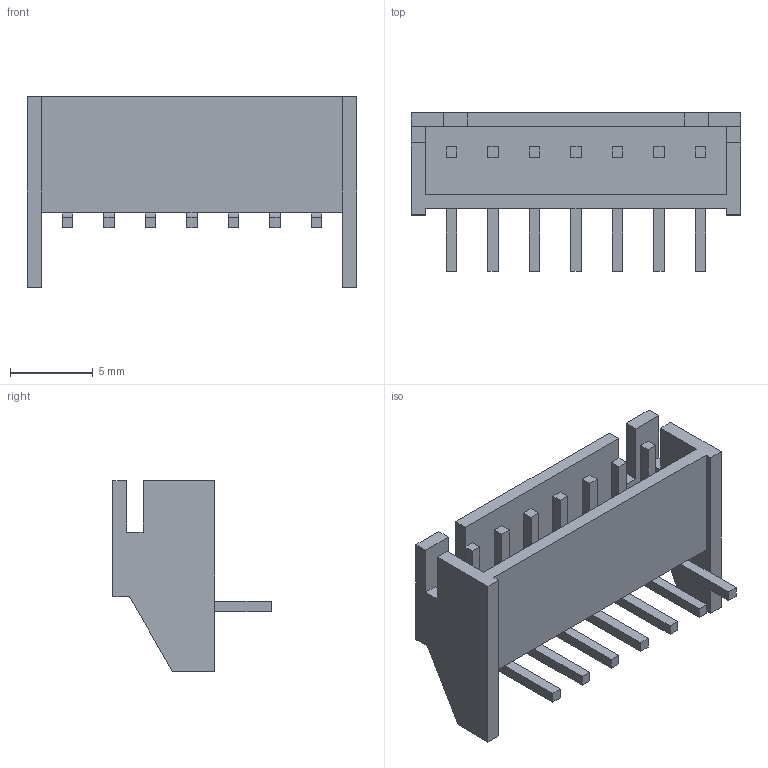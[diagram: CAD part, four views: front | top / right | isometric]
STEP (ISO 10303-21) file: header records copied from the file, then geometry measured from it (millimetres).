
FILE_DESCRIPTION (( 'STEP AP214' ), '1' );
FILE_NAME ('S7B-XH-A-1.STEP', '2014-11-05T00:49:48', ( '' ), ( '' ), 'SwSTEP 2.0', 'SolidWorks 2009', '' );
FILE_SCHEMA (( 'AUTOMOTIVE_DESIGN' ));
Length unit declared in the file: millimetre
Products named in the file (1): S7B-XH-A-1
Bounding box: 19.9 x 9.55 x 11.5 mm (x, y, z)
Volume: 506.4 mm3; surface area: 1093.7 mm2
Topology: 1 solids, 1 shells, 116 faces, 300 edges, 200 vertices
Faces by surface type: plane 102, cylinder 14
Entity records: 4791 total; most frequent: CARTESIAN_POINT 617, ORIENTED_EDGE 600, DIRECTION 562, EDGE_CURVE 300, VECTOR 272, LINE 272, VERTEX_POINT 200, AXIS2_PLACEMENT_3D 145
